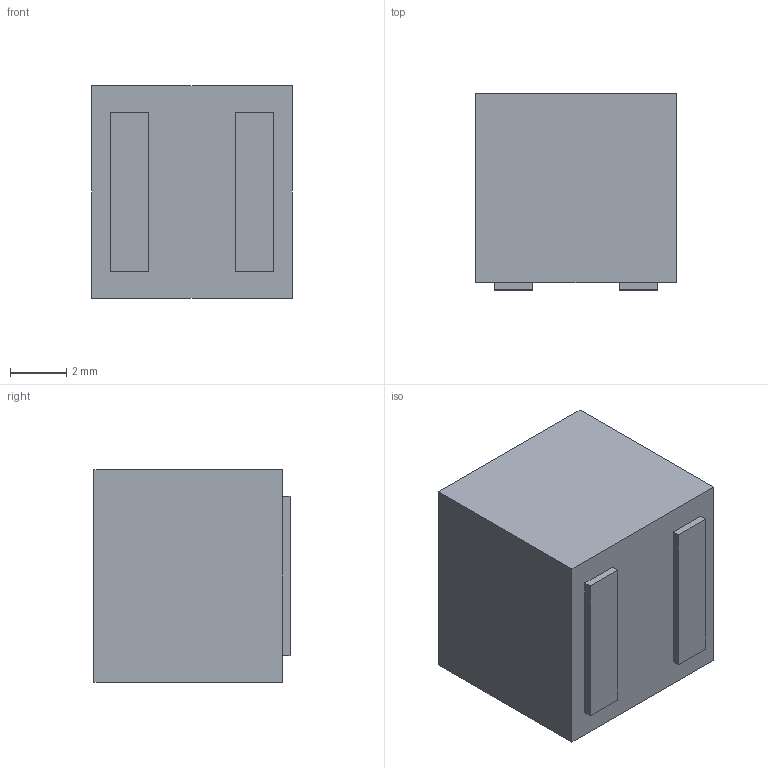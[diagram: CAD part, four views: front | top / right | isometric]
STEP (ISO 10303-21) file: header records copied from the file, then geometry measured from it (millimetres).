
FILE_DESCRIPTION(/* description */ (''),/* implementation_level */ '2;1');
FILE_NAME(/* name */ 'Coilcraft-XAL7070.stp',/* time_stamp */ '2017-09-11T20:18:43-04:00',/* author */ (''),/* organization */ (''),/* preprocessor_version */ 'ST-DEVELOPER v16.13',/* originating_system */ 'Autodesk Translation Framework v6.1.1.50',/* authorisation */ '');
FILE_SCHEMA (('AUTOMOTIVE_DESIGN { 1 0 10303 214 3 1 1 }'));
Length unit declared in the file: millimetre
Products named in the file (1): Coilcraft-XAL7070 v1
Bounding box: 7.14 x 6.99 x 7.57 mm (x, y, z)
Volume: 367.8 mm3; surface area: 313.4 mm2
Topology: 1 solids, 1 shells, 60 faces, 139 edges, 88 vertices
Faces by surface type: plane 42, bspline 18
Entity records: 2610 total; most frequent: CARTESIAN_POINT 1308, ORIENTED_EDGE 278, DIRECTION 193, EDGE_CURVE 139, LINE 103, VECTOR 103, VERTEX_POINT 88, EDGE_LOOP 67
